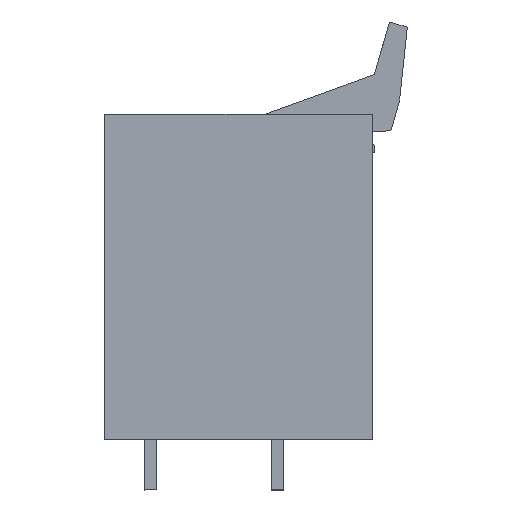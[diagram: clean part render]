
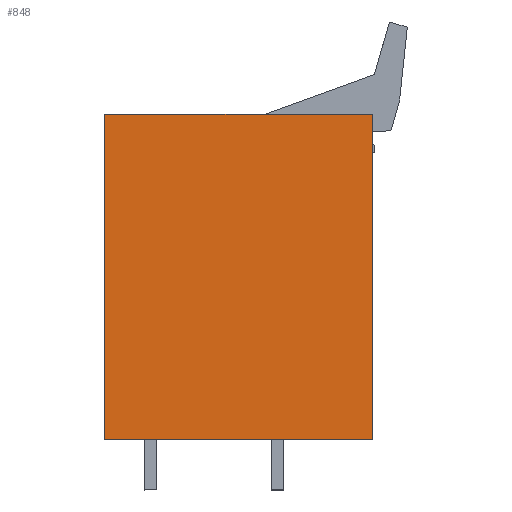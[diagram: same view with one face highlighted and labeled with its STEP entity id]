
A CAD part, left-side view. The second image highlights one B-rep face of the part: STEP entity #848.
In plain terms, the highlighted planar face has unit normal (-1, 0, 0).
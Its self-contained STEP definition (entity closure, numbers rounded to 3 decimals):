
#828=AXIS2_PLACEMENT_3D('Plane Axis2P3D',#825,#826,#827) ;
#272=CARTESIAN_POINT('Vertex',(0.,3.452,37.13)) ;
#275=CARTESIAN_POINT('Line Origine',(0.,3.452,21.065)) ;
#279=CARTESIAN_POINT('Vertex',(0.,3.452,5.)) ;
#678=CARTESIAN_POINT('Vertex',(0.,29.902,37.13)) ;
#681=CARTESIAN_POINT('Line Origine',(0.,16.677,37.13)) ;
#825=CARTESIAN_POINT('Axis2P3D Location',(0.,29.902,0.)) ;
#830=CARTESIAN_POINT('Line Origine',(0.,16.677,5.)) ;
#834=CARTESIAN_POINT('Vertex',(0.,29.902,5.)) ;
#837=CARTESIAN_POINT('Line Origine',(0.,29.902,21.065)) ;
#276=DIRECTION('Vector Direction',(0.,0.,1.)) ;
#682=DIRECTION('Vector Direction',(0.,-1.,0.)) ;
#826=DIRECTION('Axis2P3D Direction',(-1.,0.,0.)) ;
#827=DIRECTION('Axis2P3D XDirection',(0.,-1.,0.)) ;
#831=DIRECTION('Vector Direction',(0.,-1.,0.)) ;
#838=DIRECTION('Vector Direction',(0.,0.,1.)) ;
#277=VECTOR('Line Direction',#276,1.) ;
#683=VECTOR('Line Direction',#682,1.) ;
#832=VECTOR('Line Direction',#831,1.) ;
#839=VECTOR('Line Direction',#838,1.) ;
#843=ORIENTED_EDGE('',*,*,#836,.F.) ;
#844=ORIENTED_EDGE('',*,*,#281,.F.) ;
#845=ORIENTED_EDGE('',*,*,#685,.F.) ;
#846=ORIENTED_EDGE('',*,*,#841,.F.) ;
#848=ADVANCED_FACE('HOUSING',(#847),#829,.T.) ;
#281=EDGE_CURVE('',#273,#280,#278,.F.) ;
#685=EDGE_CURVE('',#679,#273,#684,.T.) ;
#836=EDGE_CURVE('',#280,#835,#833,.F.) ;
#841=EDGE_CURVE('',#835,#679,#840,.T.) ;
#842=EDGE_LOOP('',(#843,#844,#845,#846)) ;
#847=FACE_OUTER_BOUND('',#842,.T.) ;
#278=LINE('Line',#275,#277) ;
#684=LINE('Line',#681,#683) ;
#833=LINE('Line',#830,#832) ;
#840=LINE('Line',#837,#839) ;
#829=PLANE('',#828) ;
#273=VERTEX_POINT('',#272) ;
#280=VERTEX_POINT('',#279) ;
#679=VERTEX_POINT('',#678) ;
#835=VERTEX_POINT('',#834) ;
